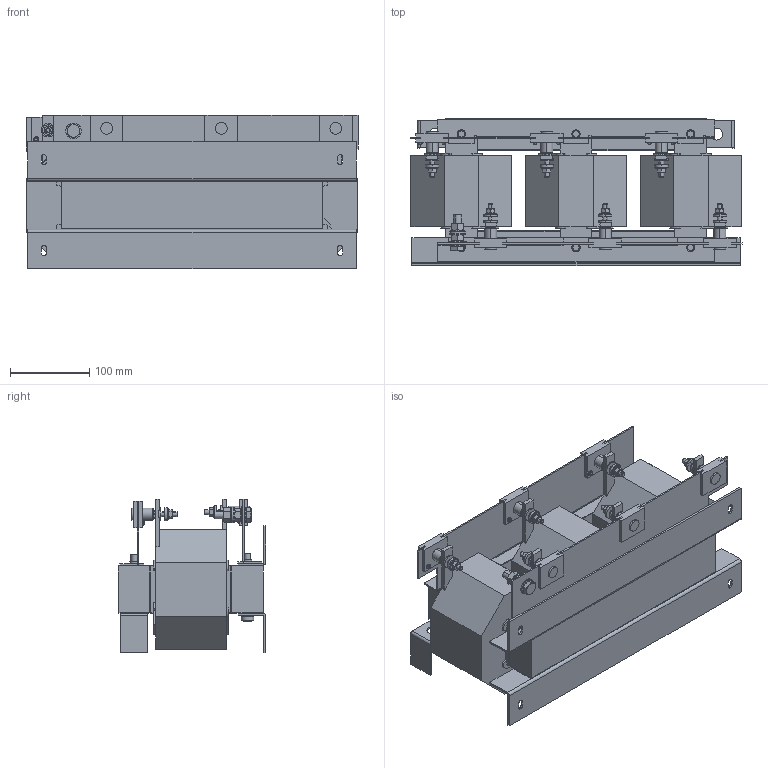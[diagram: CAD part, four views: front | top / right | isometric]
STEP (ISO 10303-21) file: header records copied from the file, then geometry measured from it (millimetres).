
FILE_DESCRIPTION (( 'STEP AP214' ), '1' );
FILE_NAME ('193893.STEP', '2020-05-29T00:57:05', ( '' ), ( '' ), 'SwSTEP 2.0', 'SolidWorks 2018', '' );
FILE_SCHEMA (( 'AUTOMOTIVE_DESIGN' ));
Length unit declared in the file: millimetre
Products named in the file (1): 193893
Bounding box: 420 x 186.5 x 194.5 mm (x, y, z)
Volume: 6508923.1 mm3; surface area: 661966.1 mm2
Topology: 1 solids, 1 shells, 1323 faces, 3380 edges, 2132 vertices
Faces by surface type: plane 817, cylinder 240, cone 124, bspline 114, torus 16, sphere 12
Entity records: 43448 total; most frequent: CARTESIAN_POINT 11872, ORIENTED_EDGE 6760, DIRECTION 6240, EDGE_CURVE 3380, LINE 2172, VECTOR 2172, VERTEX_POINT 2132, AXIS2_PLACEMENT_3D 2034
